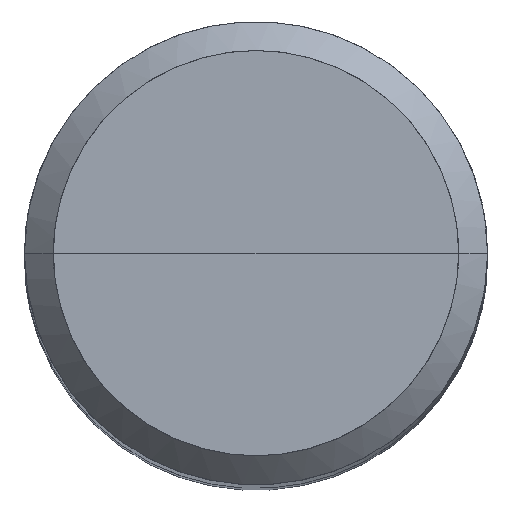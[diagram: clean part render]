
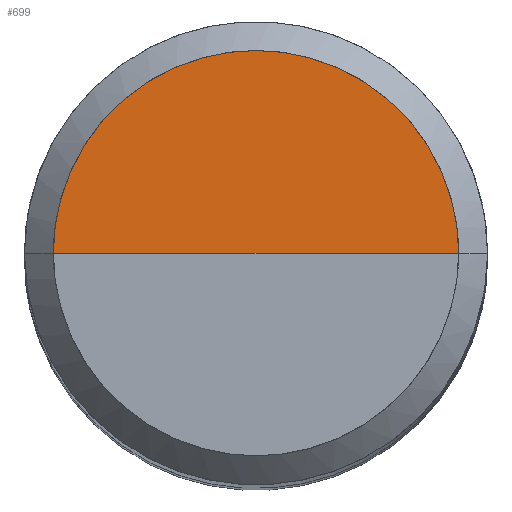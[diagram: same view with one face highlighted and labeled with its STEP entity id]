
A CAD part, top view. The second image highlights one B-rep face of the part: STEP entity #699.
In plain terms, the highlighted free-form (B-spline) face has degree [1, 2] with [2, 5] control points.
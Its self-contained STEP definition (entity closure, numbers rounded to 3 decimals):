
#441=CARTESIAN_POINT('',(5.25,0.0,54.0));
#442=CARTESIAN_POINT('',(5.25,5.25,54.0));
#443=CARTESIAN_POINT('',(0.0,5.25,54.0));
#444=CARTESIAN_POINT('',(-5.25,5.25,54.0));
#445=CARTESIAN_POINT('',(-5.25,0.0,54.0));
#446=CARTESIAN_POINT('',(0.0,0.0,54.0));
#684=(
BOUNDED_SURFACE()
B_SPLINE_SURFACE(1,2,(
(#441,#442,#443,#444,#445),
(#446,#446,#446,#446,#446)
), .UNSPECIFIED.,.F.,.F.,.F.)
B_SPLINE_SURFACE_WITH_KNOTS((2,2),(3,2,3),(
0.0,1.0),(
0.0,0.5,1.0), .UNSPECIFIED.)
GEOMETRIC_REPRESENTATION_ITEM()
RATIONAL_B_SPLINE_SURFACE(((1.0,0.707,1.0,0.707,1.0),
(1.0,0.707,1.0,0.707,1.0)
))
REPRESENTATION_ITEM('')
SURFACE()
);
#685=(
BOUNDED_CURVE()
B_SPLINE_CURVE(2,(#445,#444,#443,#442,#441),.UNSPECIFIED.,.F.,.F.)
B_SPLINE_CURVE_WITH_KNOTS((3,2,3),
(0.0,0.5,1.0),.UNSPECIFIED.)
CURVE()
GEOMETRIC_REPRESENTATION_ITEM()
RATIONAL_B_SPLINE_CURVE((1.0,0.707,1.0,0.707,1.0))
REPRESENTATION_ITEM('')
);
#686=(
BOUNDED_CURVE()
B_SPLINE_CURVE(1,(#441,#446),.UNSPECIFIED.,.F.,.F.)
B_SPLINE_CURVE_WITH_KNOTS((2,2),
(0.0,1.0),.UNSPECIFIED.)
CURVE()
GEOMETRIC_REPRESENTATION_ITEM()
RATIONAL_B_SPLINE_CURVE((1.0,1.0))
REPRESENTATION_ITEM('')
);
#687=(
BOUNDED_CURVE()
B_SPLINE_CURVE(1,(#446,#445),.UNSPECIFIED.,.F.,.F.)
B_SPLINE_CURVE_WITH_KNOTS((2,2),
(0.0,1.0),.UNSPECIFIED.)
CURVE()
GEOMETRIC_REPRESENTATION_ITEM()
RATIONAL_B_SPLINE_CURVE((1.0,1.0))
REPRESENTATION_ITEM('')
);
#688=VERTEX_POINT('',#441);
#689=VERTEX_POINT('',#445);
#690=VERTEX_POINT('',#446);
#691=EDGE_CURVE('',#689,#688,#685,.T.);
#692=EDGE_CURVE('',#688,#690,#686,.T.);
#693=EDGE_CURVE('',#690,#689,#687,.T.);
#694=ORIENTED_EDGE('',*,*,#691,.T.);
#695=ORIENTED_EDGE('',*,*,#692,.T.);
#696=ORIENTED_EDGE('',*,*,#693,.T.);
#697=EDGE_LOOP('',(#694,#695,#696));
#698=FACE_OUTER_BOUND('',#697,.T.);
#699=ADVANCED_FACE('',(#698),#684,.T.);
